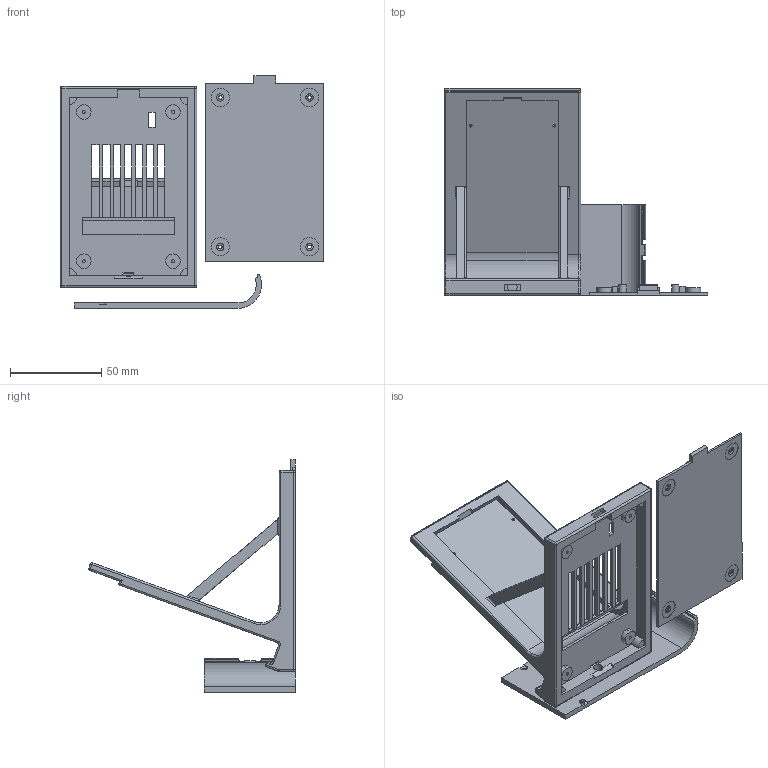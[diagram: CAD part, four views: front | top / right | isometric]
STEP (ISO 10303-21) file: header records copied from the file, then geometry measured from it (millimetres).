
FILE_DESCRIPTION (( 'STEP AP203' ), '1' );
FILE_NAME ('蚾饜极湖荂.STEP', '2024-05-31T00:49:40', ( '' ), ( '' ), 'SwSTEP 2.0', 'SolidWorks 2022', '' );
FILE_SCHEMA (( 'CONFIG_CONTROL_DESIGN' ));
Length unit declared in the file: millimetre
Products named in the file (4): 装配体打印; 支架零件; IP支架; 底板
Assembly tree (3 placements, depth 2):
  装配体打印
    底板
    支架零件
    IP支架
Bounding box: 144.81 x 113.62 x 127.75 mm (x, y, z)
Volume: 97608.3 mm3; surface area: 69740.6 mm2
Topology: 3 solids, 3 shells, 460 faces, 1191 edges, 748 vertices
Faces by surface type: plane 220, cylinder 162, bspline 44, sphere 24, torus 10
Entity records: 15664 total; most frequent: CARTESIAN_POINT 4233, ORIENTED_EDGE 2348, DIRECTION 2194, EDGE_CURVE 1174, VECTOR 748, LINE 748, VERTEX_POINT 746, AXIS2_PLACEMENT_3D 723
